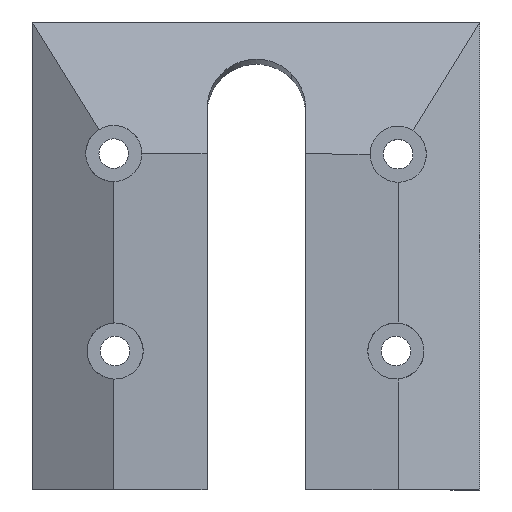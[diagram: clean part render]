
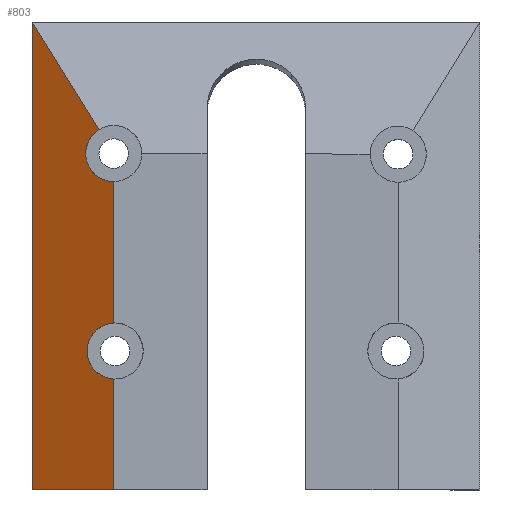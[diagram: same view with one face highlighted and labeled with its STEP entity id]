
A CAD part, top view. The second image highlights one B-rep face of the part: STEP entity #803.
In plain terms, the highlighted planar face has unit normal (-0.515, 0, 0.857).
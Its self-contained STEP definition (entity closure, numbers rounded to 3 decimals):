
#82=ELLIPSE('',#869,3.324,2.85);
#83=ELLIPSE('',#878,3.324,2.85);
#104=FACE_OUTER_BOUND('',#152,.T.);
#152=EDGE_LOOP('',(#623,#624,#625,#626,#627,#628,#629));
#216=LINE('',#1169,#267);
#224=LINE('',#1184,#275);
#232=LINE('',#1446,#283);
#233=LINE('',#1451,#284);
#237=LINE('',#1472,#288);
#267=VECTOR('',#931,10.);
#275=VECTOR('',#941,10.);
#283=VECTOR('',#1003,10.);
#284=VECTOR('',#1008,10.);
#288=VECTOR('',#1012,10.);
#321=VERTEX_POINT('',#1166);
#322=VERTEX_POINT('',#1168);
#328=VERTEX_POINT('',#1182);
#361=VERTEX_POINT('',#1414);
#362=VERTEX_POINT('',#1433);
#365=VERTEX_POINT('',#1445);
#367=VERTEX_POINT('',#1449);
#402=EDGE_CURVE('',#322,#321,#216,.T.);
#410=EDGE_CURVE('',#328,#321,#224,.T.);
#450=EDGE_CURVE('',#362,#361,#82,.T.);
#454=EDGE_CURVE('',#362,#365,#232,.T.);
#457=EDGE_CURVE('',#367,#328,#233,.T.);
#461=EDGE_CURVE('',#322,#361,#237,.T.);
#471=EDGE_CURVE('',#367,#365,#83,.T.);
#623=ORIENTED_EDGE('',*,*,#450,.T.);
#624=ORIENTED_EDGE('',*,*,#461,.F.);
#625=ORIENTED_EDGE('',*,*,#402,.T.);
#626=ORIENTED_EDGE('',*,*,#410,.F.);
#627=ORIENTED_EDGE('',*,*,#457,.F.);
#628=ORIENTED_EDGE('',*,*,#471,.T.);
#629=ORIENTED_EDGE('',*,*,#454,.F.);
#773=PLANE('',#881);
#803=ADVANCED_FACE('',(#104),#773,.T.);
#869=AXIS2_PLACEMENT_3D('',#1434,#993,#994);
#878=AXIS2_PLACEMENT_3D('',#1512,#1018,#1019);
#881=AXIS2_PLACEMENT_3D('',#1516,#1024,#1025);
#931=DIRECTION('',(0.,-1.,0.));
#941=DIRECTION('',(-0.857,0.,-0.515));
#993=DIRECTION('center_axis',(0.515,0.,-0.857));
#994=DIRECTION('ref_axis',(-0.857,0.,-0.515));
#1003=DIRECTION('',(0.,-1.,0.));
#1008=DIRECTION('',(0.,-1.,0.));
#1012=DIRECTION('',(0.502,-0.811,0.301));
#1018=DIRECTION('center_axis',(0.515,0.,
-0.857));
#1019=DIRECTION('ref_axis',(-0.857,0.,-0.515));
#1024=DIRECTION('center_axis',(-0.515,0.,
0.857));
#1025=DIRECTION('ref_axis',(0.857,0.,0.515));
#1166=CARTESIAN_POINT('',(-21.9,307.9,53.923));
#1168=CARTESIAN_POINT('',(-21.9,355.4,53.923));
#1169=CARTESIAN_POINT('',(-21.9,355.4,53.923));
#1182=CARTESIAN_POINT('',(-13.639,307.9,58.885));
#1184=CARTESIAN_POINT('',(-13.639,307.9,58.885));
#1414=CARTESIAN_POINT('',(-15.138,344.465,57.985));
#1433=CARTESIAN_POINT('',(-13.639,339.191,58.885));
#1434=CARTESIAN_POINT('Origin',(-13.639,342.041,58.885));
#1445=CARTESIAN_POINT('',(-13.639,324.847,58.885));
#1446=CARTESIAN_POINT('',(-13.639,342.041,58.885));
#1449=CARTESIAN_POINT('',(-13.639,319.153,58.885));
#1451=CARTESIAN_POINT('',(-13.639,342.041,58.885));
#1472=CARTESIAN_POINT('',(-21.9,355.4,53.923));
#1512=CARTESIAN_POINT('Origin',(-13.5,322.,58.968));
#1516=CARTESIAN_POINT('Origin',(-17.769,331.65,56.404));
